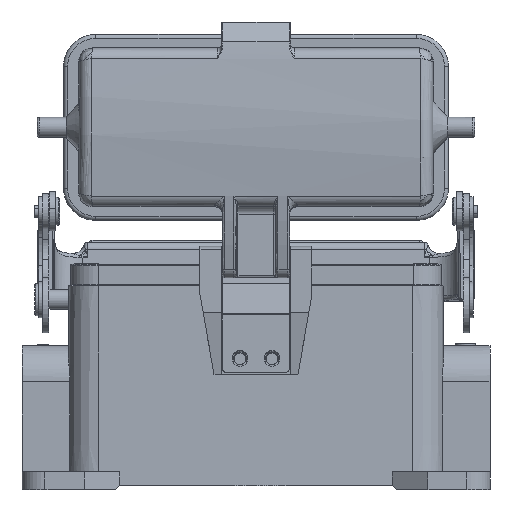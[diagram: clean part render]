
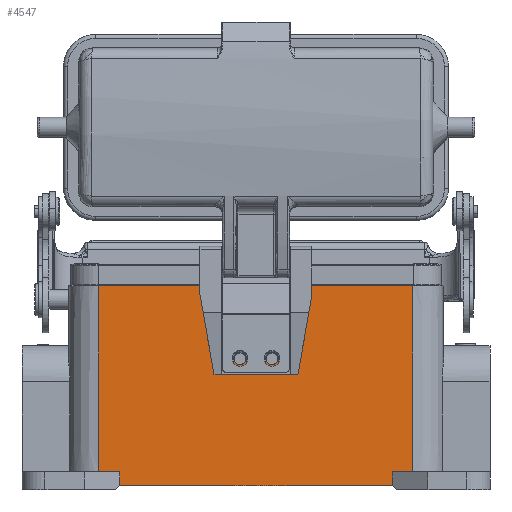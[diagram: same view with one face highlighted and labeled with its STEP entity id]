
A CAD part, front view. The second image highlights one B-rep face of the part: STEP entity #4547.
In plain terms, the highlighted planar face has unit normal (0, -1, 0.009).
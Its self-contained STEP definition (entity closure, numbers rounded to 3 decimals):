
#1034=FACE_BOUND('',#8597,.T.);
#1035=FACE_BOUND('',#8598,.T.);
#1036=FACE_BOUND('',#8599,.T.);
#1037=FACE_BOUND('',#8600,.T.);
#1409=CIRCLE('',#30951,1.5);
#1410=CIRCLE('',#30952,1.5);
#1411=CIRCLE('',#30953,1.5);
#4547=ADVANCED_FACE('',(#1034,#1035,#1036,#1037),#6133,.T.);
#6133=PLANE('',#30954);
#8597=EDGE_LOOP('',(#15816));
#8598=EDGE_LOOP('',(#15817));
#8599=EDGE_LOOP('',(#15818));
#8600=EDGE_LOOP('',(#15819,#15820,#15821,#15822,#15823,#15824,#15825,#15826,
#15827,#15828,#15829,#15830));
#10441=LINE('',#41575,#12529);
#10442=LINE('',#41577,#12530);
#10454=LINE('',#41620,#12542);
#10459=LINE('',#41643,#12547);
#10466=LINE('',#41678,#12554);
#10495=LINE('',#41753,#12583);
#10498=LINE('',#41767,#12586);
#10505=LINE('',#41783,#12593);
#10639=LINE('',#42280,#12727);
#10652=LINE('',#42312,#12740);
#10654=LINE('',#42316,#12742);
#10655=LINE('',#42324,#12743);
#12529=VECTOR('',#33977,1.);
#12530=VECTOR('',#33980,1.);
#12542=VECTOR('',#34004,1.);
#12547=VECTOR('',#34017,1.);
#12554=VECTOR('',#34036,1.);
#12583=VECTOR('',#34109,1.);
#12586=VECTOR('',#34126,1.);
#12593=VECTOR('',#34137,1.);
#12727=VECTOR('',#34421,1.);
#12740=VECTOR('',#34454,1.);
#12742=VECTOR('',#34458,1.);
#12743=VECTOR('',#34467,1.);
#15816=ORIENTED_EDGE('',*,*,#26834,.F.);
#15817=ORIENTED_EDGE('',*,*,#26835,.F.);
#15818=ORIENTED_EDGE('',*,*,#26836,.F.);
#15819=ORIENTED_EDGE('',*,*,#26831,.T.);
#15820=ORIENTED_EDGE('',*,*,#26815,.T.);
#15821=ORIENTED_EDGE('',*,*,#26633,.F.);
#15822=ORIENTED_EDGE('',*,*,#26625,.T.);
#15823=ORIENTED_EDGE('',*,*,#26618,.F.);
#15824=ORIENTED_EDGE('',*,*,#26837,.T.);
#15825=ORIENTED_EDGE('',*,*,#26580,.F.);
#15826=ORIENTED_EDGE('',*,*,#26568,.T.);
#15827=ORIENTED_EDGE('',*,*,#26559,.T.);
#15828=ORIENTED_EDGE('',*,*,#26543,.T.);
#15829=ORIENTED_EDGE('',*,*,#26542,.F.);
#15830=ORIENTED_EDGE('',*,*,#26833,.F.);
#23510=VERTEX_POINT('',#41572);
#23511=VERTEX_POINT('',#41574);
#23512=VERTEX_POINT('',#41578);
#23525=VERTEX_POINT('',#41621);
#23531=VERTEX_POINT('',#41644);
#23541=VERTEX_POINT('',#41679);
#23562=VERTEX_POINT('',#41748);
#23564=VERTEX_POINT('',#41752);
#23569=VERTEX_POINT('',#41768);
#23576=VERTEX_POINT('',#41784);
#23696=VERTEX_POINT('',#42281);
#23705=VERTEX_POINT('',#42313);
#23706=VERTEX_POINT('',#42319);
#23707=VERTEX_POINT('',#42321);
#23708=VERTEX_POINT('',#42323);
#26542=EDGE_CURVE('',#23511,#23510,#10441,.T.);
#26543=EDGE_CURVE('',#23512,#23510,#10442,.T.);
#26559=EDGE_CURVE('',#23525,#23512,#10454,.T.);
#26568=EDGE_CURVE('',#23531,#23525,#10459,.T.);
#26580=EDGE_CURVE('',#23531,#23541,#10466,.T.);
#26618=EDGE_CURVE('',#23564,#23562,#10495,.T.);
#26625=EDGE_CURVE('',#23569,#23562,#10498,.T.);
#26633=EDGE_CURVE('',#23569,#23576,#10505,.T.);
#26815=EDGE_CURVE('',#23696,#23576,#10639,.T.);
#26831=EDGE_CURVE('',#23705,#23696,#10652,.T.);
#26833=EDGE_CURVE('',#23705,#23511,#10654,.T.);
#26834=EDGE_CURVE('',#23706,#23706,#1409,.T.);
#26835=EDGE_CURVE('',#23707,#23707,#1410,.T.);
#26836=EDGE_CURVE('',#23708,#23708,#1411,.T.);
#26837=EDGE_CURVE('',#23564,#23541,#10655,.T.);
#30951=AXIS2_PLACEMENT_3D('',#42318,#34461,#34462);
#30952=AXIS2_PLACEMENT_3D('',#42320,#34463,#34464);
#30953=AXIS2_PLACEMENT_3D('',#42322,#34465,#34466);
#30954=AXIS2_PLACEMENT_3D('',#42325,#34468,#34469);
#33977=DIRECTION('',(1.,0.,0.));
#33980=DIRECTION('',(0.,-0.009,-1.));
#34004=DIRECTION('',(-1.,0.,0.));
#34017=DIRECTION('',(0.,0.009,1.));
#34036=DIRECTION('',(-1.,0.,0.));
#34109=DIRECTION('',(-1.,0.,0.));
#34126=DIRECTION('',(0.,-0.009,-1.));
#34137=DIRECTION('',(-1.,0.,0.));
#34421=DIRECTION('',(0.,-0.009,-1.));
#34454=DIRECTION('',(-1.,0.,0.));
#34458=DIRECTION('',(0.,-0.009,-1.));
#34461=DIRECTION('',(0.,-1.,0.009));
#34462=DIRECTION('',(1.,0.,0.));
#34463=DIRECTION('',(0.,-1.,0.009));
#34464=DIRECTION('',(1.,0.,0.));
#34465=DIRECTION('',(0.,-1.,0.009));
#34466=DIRECTION('',(1.,0.,0.));
#34467=DIRECTION('',(0.,0.009,1.));
#34468=DIRECTION('',(0.,-1.,0.009));
#34469=DIRECTION('',(-1.,0.,0.));
#41572=CARTESIAN_POINT('',(1.6,-21.526,21.5));
#41574=CARTESIAN_POINT('',(-1.6,-21.526,21.5));
#41575=CARTESIAN_POINT('',(-1.6,-21.526,21.5));
#41577=CARTESIAN_POINT('',(1.6,-21.5,24.5));
#41578=CARTESIAN_POINT('',(1.6,-21.5,24.5));
#41620=CARTESIAN_POINT('',(39.25,-21.5,24.5));
#41621=CARTESIAN_POINT('',(39.25,-21.5,24.5));
#41643=CARTESIAN_POINT('',(39.25,-21.906,-22.));
#41644=CARTESIAN_POINT('',(39.25,-21.906,-22.));
#41678=CARTESIAN_POINT('',(39.25,-21.906,-22.));
#41679=CARTESIAN_POINT('',(34.,-21.906,-22.));
#41748=CARTESIAN_POINT('',(-34.,-21.936,-25.5));
#41752=CARTESIAN_POINT('',(34.,-21.936,-25.5));
#41753=CARTESIAN_POINT('',(34.,-21.936,-25.5));
#41767=CARTESIAN_POINT('',(-34.,-21.906,-22.));
#41768=CARTESIAN_POINT('',(-34.,-21.906,-22.));
#41783=CARTESIAN_POINT('',(-34.,-21.906,-22.));
#41784=CARTESIAN_POINT('',(-39.25,-21.906,-22.));
#42280=CARTESIAN_POINT('',(-39.25,-21.5,24.5));
#42281=CARTESIAN_POINT('',(-39.25,-21.5,24.5));
#42312=CARTESIAN_POINT('',(-1.6,-21.5,24.5));
#42313=CARTESIAN_POINT('',(-1.6,-21.5,24.5));
#42316=CARTESIAN_POINT('',(-1.6,-21.5,24.5));
#42318=CARTESIAN_POINT('',(4.,-21.66,6.212));
#42319=CARTESIAN_POINT('',(5.5,-21.66,6.212));
#42320=CARTESIAN_POINT('',(0.,-21.542,19.712));
#42321=CARTESIAN_POINT('',(1.5,-21.542,19.712));
#42322=CARTESIAN_POINT('',(-4.,-21.66,6.212));
#42323=CARTESIAN_POINT('',(-2.5,-21.66,6.212));
#42324=CARTESIAN_POINT('',(34.,-21.936,-25.5));
#42325=CARTESIAN_POINT('',(-41.628,-21.5,24.5));
